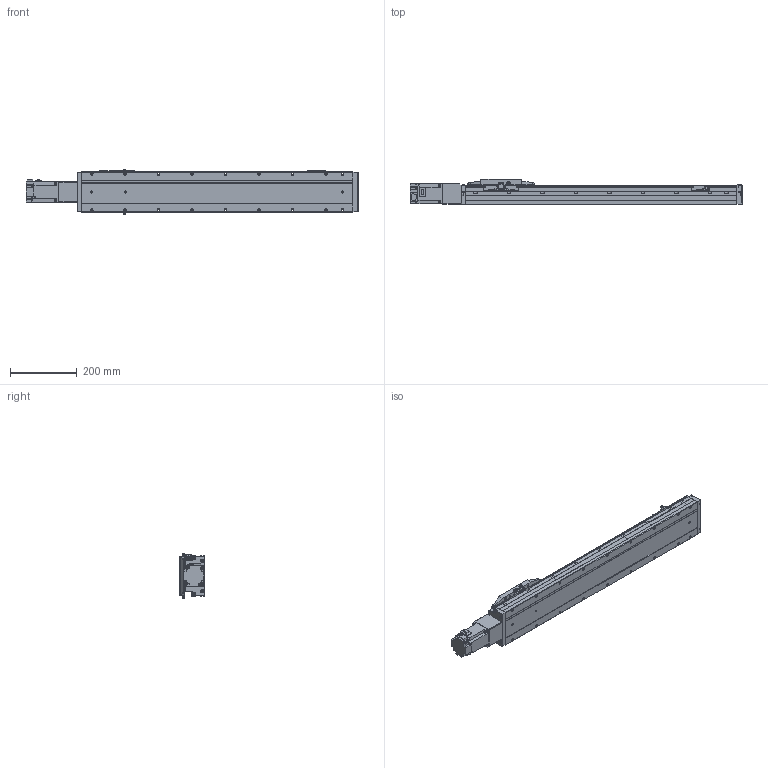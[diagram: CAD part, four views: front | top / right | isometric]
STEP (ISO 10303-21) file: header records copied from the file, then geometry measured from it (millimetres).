
FILE_DESCRIPTION (( 'STEP AP214' ), '1' );
FILE_NAME ('MTU120BC-16XLD-0600-XXXX.STEP', '2025-02-27T13:34:07', ( '' ), ( '' ), 'SwSTEP 2.0', 'SolidWorks 2022', '' );
FILE_SCHEMA (( 'AUTOMOTIVE_DESIGN' ));
Length unit declared in the file: millimetre
Products named in the file (11): MTU120-600MOTOR; MTU120-600-1; FANG STICKER; MTU120-600SENSORPLATE; MTU120-600CARRIAGE; MTU120-600-3; MTU120BC-16XLD-0600-XXXX; MTU120-600FANGTOOTH; MTU120-600-2; MTU120-600-4; MTU120-600SENSOR
Assembly tree (14 placements, depth 2):
  MTU120BC-16XLD-0600-XXXX
    MTU120-600-1
    MTU120-600-2
    MTU120-600-3
    MTU120-600MOTOR
    MTU120-600CARRIAGE
    MTU120-600-4
    MTU120-600SENSORPLATE  x3
    MTU120-600SENSOR  x3
    MTU120-600FANGTOOTH
    FANG STICKER
Bounding box: 992.3 x 76 x 133.6 mm (x, y, z)
Volume: 6048128.5 mm3; surface area: 503823.4 mm2
Topology: 14 solids, 15 shells, 1729 faces, 4472 edges, 2907 vertices
Faces by surface type: plane 1087, cylinder 482, cone 106, torus 50, sphere 4
Entity records: 45099 total; most frequent: CARTESIAN_POINT 8165, DIRECTION 7648, ORIENTED_EDGE 7492, EDGE_CURVE 3746, LINE 2748, VECTOR 2748, AXIS2_PLACEMENT_3D 2450, VERTEX_POINT 2435
